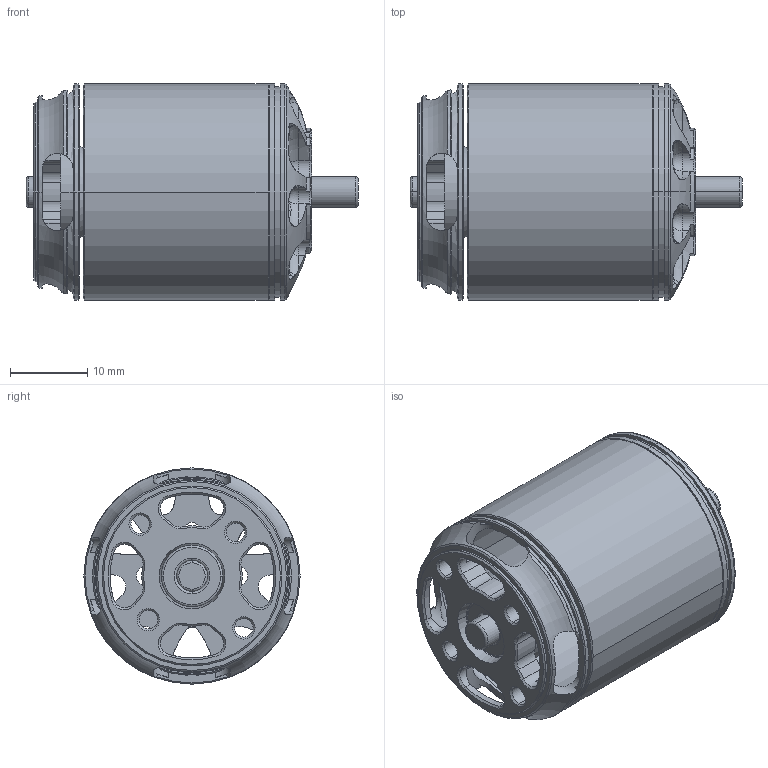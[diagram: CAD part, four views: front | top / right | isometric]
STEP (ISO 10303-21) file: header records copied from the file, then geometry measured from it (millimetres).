
FILE_DESCRIPTION (( 'STEP AP203' ), '1' );
FILE_NAME ('Repeat 2836.STEP', '2023-11-16T18:26:06', ( '' ), ( '' ), 'SwSTEP 2.0', 'SolidWorks 2021', '' );
FILE_SCHEMA (( 'CONFIG_CONTROL_DESIGN' ));
Length unit declared in the file: millimetre
Products named in the file (7): D28^Repeat 2836(2)_Repeat 2836; ZZ^Repeat 2836(2)_Repeat 2836; Repeat 2836(2)^Repeat 2836; Repeat 2836; Z^Repeat 2836(2)_Repeat 2836; C^Repeat 2836(2)_Repeat 2836; 28TK^Repeat 2836(2)_Repeat 2836
Assembly tree (6 placements, depth 3):
  Repeat 2836
    Repeat 2836(2)^Repeat 2836
      D28^Repeat 2836(2)_Repeat 2836
      28TK^Repeat 2836(2)_Repeat 2836
      C^Repeat 2836(2)_Repeat 2836
      Z^Repeat 2836(2)_Repeat 2836
      ZZ^Repeat 2836(2)_Repeat 2836
Bounding box: 43 x 28 x 28 mm (x, y, z)
Volume: 4864.1 mm3; surface area: 10766.6 mm2
Topology: 4 solids, 7 shells, 453 faces, 1252 edges, 791 vertices
Faces by surface type: cylinder 193, cone 113, plane 64, bspline 38, torus 36, sphere 9
Entity records: 19244 total; most frequent: CARTESIAN_POINT 7242, ORIENTED_EDGE 2489, DIRECTION 2291, EDGE_CURVE 1252, AXIS2_PLACEMENT_3D 973, VERTEX_POINT 791, CIRCLE 547, EDGE_LOOP 496
